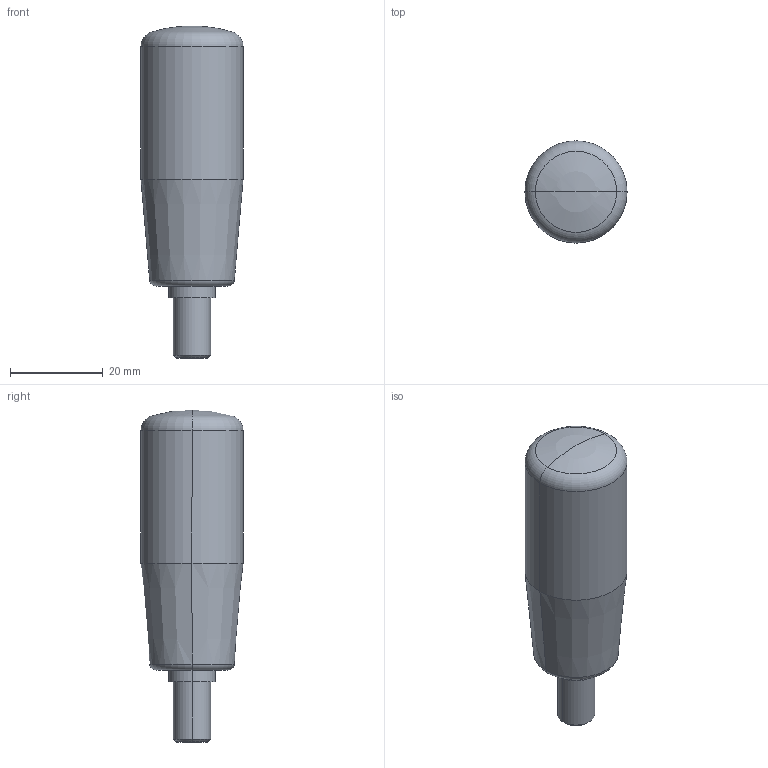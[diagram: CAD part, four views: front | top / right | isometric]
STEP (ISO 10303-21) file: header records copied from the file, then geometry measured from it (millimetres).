
FILE_DESCRIPTION(('STEP AP214'),'1');
FILE_NAME(' ',' ',('TraceParts'),('TraceParts S.A.'),'XStep 1.0',' ',' ');
FILE_SCHEMA(('automotive_design'));
Length unit declared in the file: millimetre
Products named in the file (1): 1
Bounding box: 22 x 22 x 71.5 mm (x, y, z)
Volume: 20115.7 mm3; surface area: 4602.3 mm2
Topology: 1 solids, 1 shells, 29 faces, 64 edges, 36 vertices
Faces by surface type: plane 9, cone 8, cylinder 6, torus 4, sphere 2
Entity records: 1496 total; most frequent: DIRECTION 142, CARTESIAN_POINT 138, STYLED_ITEM 126, PRESENTATION_STYLE_ASSIGNMENT 126, COLOUR_RGB 126, ORIENTED_EDGE 120, EDGE_CURVE 60, CURVE_STYLE 60
